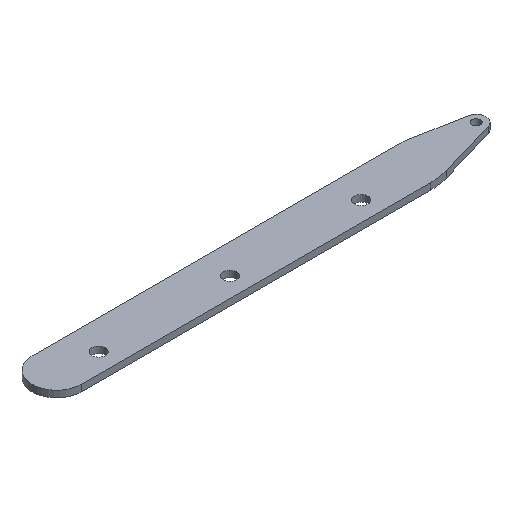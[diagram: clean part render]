
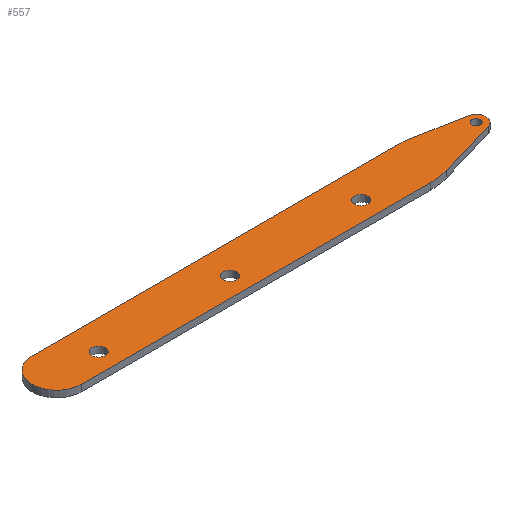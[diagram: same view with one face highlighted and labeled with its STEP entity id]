
A CAD part, isometric view. The second image highlights one B-rep face of the part: STEP entity #557.
In plain terms, the highlighted planar face has unit normal (0, 0, 1).
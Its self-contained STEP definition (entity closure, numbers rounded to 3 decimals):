
#9 = EDGE_LOOP ( 'NONE', ( #412, #140, #336, #540, #499, #128, #295, #633, #427 ) ) ;
#10 = EDGE_CURVE ( 'NONE', #208, #350, #397, .T. ) ;
#13 = DIRECTION ( 'NONE',  ( 0.959, 0.282, 0. ) ) ;
#14 = CARTESIAN_POINT ( 'NONE',  ( 74., 3.5, 1. ) ) ;
#15 = DIRECTION ( 'NONE',  ( 0., 0., 1. ) ) ;
#16 = EDGE_LOOP ( 'NONE', ( #45, #30 ) ) ;
#17 = DIRECTION ( 'NONE',  ( 0., 0., 1. ) ) ;
#23 = VERTEX_POINT ( 'NONE', #421 ) ;
#30 = ORIENTED_EDGE ( 'NONE', *, *, #81, .F. ) ;
#37 = DIRECTION ( 'NONE',  ( 0., 0., 1. ) ) ;
#42 = ORIENTED_EDGE ( 'NONE', *, *, #246, .F. ) ;
#43 = CARTESIAN_POINT ( 'NONE',  ( 35., 2., 1. ) ) ;
#45 = ORIENTED_EDGE ( 'NONE', *, *, #71, .F. ) ;
#47 = CARTESIAN_POINT ( 'NONE',  ( 53.963, 2., 1. ) ) ;
#48 = VECTOR ( 'NONE', #415, 1000. ) ;
#51 = CARTESIAN_POINT ( 'NONE',  ( 56.038, 2., 1. ) ) ;
#52 = FACE_BOUND ( 'NONE', #605, .T. ) ;
#54 = CARTESIAN_POINT ( 'NONE',  ( 15., 2., 1. ) ) ;
#55 = VERTEX_POINT ( 'NONE', #58 ) ;
#58 = CARTESIAN_POINT ( 'NONE',  ( 74.423, 2.061, 1. ) ) ;
#65 = CARTESIAN_POINT ( 'NONE',  ( 55., 2., 1. ) ) ;
#69 = LINE ( 'NONE', #598, #446 ) ;
#71 = EDGE_CURVE ( 'NONE', #640, #23, #332, .T. ) ;
#73 = VERTEX_POINT ( 'NONE', #672 ) ;
#75 = EDGE_LOOP ( 'NONE', ( #42, #542 ) ) ;
#81 = EDGE_CURVE ( 'NONE', #23, #640, #164, .T. ) ;
#85 = AXIS2_PLACEMENT_3D ( 'NONE', #488, #17, #636 ) ;
#93 = CARTESIAN_POINT ( 'NONE',  ( 62.562, -1., 1. ) ) ;
#102 = AXIS2_PLACEMENT_3D ( 'NONE', #471, #112, #159 ) ;
#110 = DIRECTION ( 'NONE',  ( 1., 0., 0. ) ) ;
#112 = DIRECTION ( 'NONE',  ( 0., 0., 1. ) ) ;
#114 = VERTEX_POINT ( 'NONE', #506 ) ;
#115 = EDGE_CURVE ( 'NONE', #350, #208, #379, .T. ) ;
#122 = AXIS2_PLACEMENT_3D ( 'NONE', #65, #163, #365 ) ;
#123 = CIRCLE ( 'NONE', #442, 10. ) ;
#126 = EDGE_CURVE ( 'NONE', #55, #178, #141, .T. ) ;
#128 = ORIENTED_EDGE ( 'NONE', *, *, #355, .T. ) ;
#132 = EDGE_CURVE ( 'NONE', #444, #319, #440, .T. ) ;
#133 = VECTOR ( 'NONE', #374, 1000. ) ;
#140 = ORIENTED_EDGE ( 'NONE', *, *, #638, .T. ) ;
#141 = CIRCLE ( 'NONE', #545, 1.5 ) ;
#147 = CARTESIAN_POINT ( 'NONE',  ( 5.604, 2.75, 1. ) ) ;
#151 = DIRECTION ( 'NONE',  ( 0., 0., 1. ) ) ;
#153 = AXIS2_PLACEMENT_3D ( 'NONE', #584, #191, #565 ) ;
#159 = DIRECTION ( 'NONE',  ( 1., 0., 0. ) ) ;
#163 = DIRECTION ( 'NONE',  ( 0., 0., 1. ) ) ;
#164 = CIRCLE ( 'NONE', #202, 0.65 ) ;
#178 = VERTEX_POINT ( 'NONE', #593 ) ;
#180 = ORIENTED_EDGE ( 'NONE', *, *, #10, .F. ) ;
#187 = EDGE_CURVE ( 'NONE', #325, #281, #424, .T. ) ;
#191 = DIRECTION ( 'NONE',  ( 0., 0., 1. ) ) ;
#193 = VERTEX_POINT ( 'NONE', #277 ) ;
#194 = CARTESIAN_POINT ( 'NONE',  ( 9.354, -1., 1. ) ) ;
#201 = CARTESIAN_POINT ( 'NONE',  ( 65.086, -3.5, 1. ) ) ;
#202 = AXIS2_PLACEMENT_3D ( 'NONE', #563, #15, #361 ) ;
#206 = EDGE_CURVE ( 'NONE', #281, #526, #521, .T. ) ;
#208 = VERTEX_POINT ( 'NONE', #47 ) ;
#215 = CIRCLE ( 'NONE', #622, 1.038 ) ;
#226 = CIRCLE ( 'NONE', #669, 3.75 ) ;
#237 = EDGE_CURVE ( 'NONE', #322, #73, #582, .T. ) ;
#238 = CARTESIAN_POINT ( 'NONE',  ( 62.562, 9., 1. ) ) ;
#246 = EDGE_CURVE ( 'NONE', #531, #114, #478, .T. ) ;
#248 = DIRECTION ( 'NONE',  ( -1., 0., 0. ) ) ;
#249 = DIRECTION ( 'NONE',  ( -1., 0., 0. ) ) ;
#252 = CARTESIAN_POINT ( 'NONE',  ( 55., 2., 1. ) ) ;
#263 = CIRCLE ( 'NONE', #85, 1.037 ) ;
#265 = LINE ( 'NONE', #474, #396 ) ;
#273 = CARTESIAN_POINT ( 'NONE',  ( 62.562, -1., 1. ) ) ;
#277 = CARTESIAN_POINT ( 'NONE',  ( 66.899, 6.334, 1. ) ) ;
#279 = VERTEX_POINT ( 'NONE', #341 ) ;
#281 = VERTEX_POINT ( 'NONE', #93 ) ;
#282 = AXIS2_PLACEMENT_3D ( 'NONE', #43, #399, #561 ) ;
#289 = DIRECTION ( 'NONE',  ( 1., 0., 0. ) ) ;
#295 = ORIENTED_EDGE ( 'NONE', *, *, #187, .T. ) ;
#296 = CARTESIAN_POINT ( 'NONE',  ( 36.038, 2., 1. ) ) ;
#307 = DIRECTION ( 'NONE',  ( 0., 0., 1. ) ) ;
#311 = CARTESIAN_POINT ( 'NONE',  ( 74., 3.5, 1. ) ) ;
#319 = VERTEX_POINT ( 'NONE', #147 ) ;
#322 = VERTEX_POINT ( 'NONE', #296 ) ;
#325 = VERTEX_POINT ( 'NONE', #194 ) ;
#332 = CIRCLE ( 'NONE', #102, 0.65 ) ;
#336 = ORIENTED_EDGE ( 'NONE', *, *, #469, .T. ) ;
#341 = CARTESIAN_POINT ( 'NONE',  ( 65.086, 6.5, 1. ) ) ;
#343 = ORIENTED_EDGE ( 'NONE', *, *, #115, .F. ) ;
#346 = DIRECTION ( 'NONE',  ( 1., 0., 0. ) ) ;
#349 = FACE_OUTER_BOUND ( 'NONE', #9, .T. ) ;
#350 = VERTEX_POINT ( 'NONE', #51 ) ;
#355 = EDGE_CURVE ( 'NONE', #319, #325, #226, .T. ) ;
#361 = DIRECTION ( 'NONE',  ( 1., 0., 0. ) ) ;
#363 = DIRECTION ( 'NONE',  ( 1., 0., 0. ) ) ;
#365 = DIRECTION ( 'NONE',  ( 1., 0., 0. ) ) ;
#374 = DIRECTION ( 'NONE',  ( 1., 0., 0. ) ) ;
#379 = CIRCLE ( 'NONE', #122, 1.037 ) ;
#382 = CARTESIAN_POINT ( 'NONE',  ( 73.35, 3.5, 1. ) ) ;
#390 = DIRECTION ( 'NONE',  ( 0., 0., 1. ) ) ;
#396 = VECTOR ( 'NONE', #13, 1000. ) ;
#397 = CIRCLE ( 'NONE', #509, 1.037 ) ;
#399 = DIRECTION ( 'NONE',  ( 0., 0., 1. ) ) ;
#403 = CARTESIAN_POINT ( 'NONE',  ( 65.38, -0.595, 1. ) ) ;
#410 = DIRECTION ( 'NONE',  ( 0., 0., 1. ) ) ;
#412 = ORIENTED_EDGE ( 'NONE', *, *, #126, .T. ) ;
#413 = FACE_BOUND ( 'NONE', #607, .T. ) ;
#415 = DIRECTION ( 'NONE',  ( -1., 0., 0. ) ) ;
#419 = DIRECTION ( 'NONE',  ( -0.983, 0.181, 0. ) ) ;
#420 = AXIS2_PLACEMENT_3D ( 'NONE', #14, #410, #363 ) ;
#421 = CARTESIAN_POINT ( 'NONE',  ( 74.65, 3.5, 1. ) ) ;
#424 = LINE ( 'NONE', #273, #133 ) ;
#427 = ORIENTED_EDGE ( 'NONE', *, *, #522, .T. ) ;
#440 = CIRCLE ( 'NONE', #153, 3.75 ) ;
#442 = AXIS2_PLACEMENT_3D ( 'NONE', #201, #151, #249 ) ;
#444 = VERTEX_POINT ( 'NONE', #537 ) ;
#446 = VECTOR ( 'NONE', #419, 1000. ) ;
#462 = FACE_BOUND ( 'NONE', #75, .T. ) ;
#469 = EDGE_CURVE ( 'NONE', #193, #279, #123, .T. ) ;
#470 = PLANE ( 'NONE',  #420 ) ;
#471 = CARTESIAN_POINT ( 'NONE',  ( 74., 3.5, 1. ) ) ;
#474 = CARTESIAN_POINT ( 'NONE',  ( 74.423, 2.061, 1. ) ) ;
#478 = CIRCLE ( 'NONE', #644, 1.038 ) ;
#488 = CARTESIAN_POINT ( 'NONE',  ( 35., 2., 1. ) ) ;
#492 = ORIENTED_EDGE ( 'NONE', *, *, #237, .F. ) ;
#497 = DIRECTION ( 'NONE',  ( -1., 0., 0. ) ) ;
#499 = ORIENTED_EDGE ( 'NONE', *, *, #132, .T. ) ;
#506 = CARTESIAN_POINT ( 'NONE',  ( 16.038, 2., 1. ) ) ;
#509 = AXIS2_PLACEMENT_3D ( 'NONE', #252, #578, #110 ) ;
#511 = EDGE_CURVE ( 'NONE', #279, #444, #580, .T. ) ;
#517 = CARTESIAN_POINT ( 'NONE',  ( 9.354, 6.5, 1. ) ) ;
#521 = CIRCLE ( 'NONE', #635, 10. ) ;
#522 = EDGE_CURVE ( 'NONE', #526, #55, #265, .T. ) ;
#523 = FACE_BOUND ( 'NONE', #16, .T. ) ;
#526 = VERTEX_POINT ( 'NONE', #403 ) ;
#531 = VERTEX_POINT ( 'NONE', #631 ) ;
#535 = EDGE_CURVE ( 'NONE', #114, #531, #215, .T. ) ;
#537 = CARTESIAN_POINT ( 'NONE',  ( 9.354, 6.5, 1. ) ) ;
#540 = ORIENTED_EDGE ( 'NONE', *, *, #511, .T. ) ;
#542 = ORIENTED_EDGE ( 'NONE', *, *, #535, .F. ) ;
#545 = AXIS2_PLACEMENT_3D ( 'NONE', #311, #614, #346 ) ;
#555 = CARTESIAN_POINT ( 'NONE',  ( 15., 2., 1. ) ) ;
#557 = ADVANCED_FACE ( 'NONE', ( #462, #523, #349, #413, #52 ), #470, .T. ) ;
#561 = DIRECTION ( 'NONE',  ( 1., 0., 0. ) ) ;
#563 = CARTESIAN_POINT ( 'NONE',  ( 74., 3.5, 1. ) ) ;
#565 = DIRECTION ( 'NONE',  ( -1., 0., 0. ) ) ;
#573 = DIRECTION ( 'NONE',  ( 0., 0., 1. ) ) ;
#575 = CARTESIAN_POINT ( 'NONE',  ( 9.354, 2.75, 1. ) ) ;
#576 = DIRECTION ( 'NONE',  ( 1., 0., 0. ) ) ;
#578 = DIRECTION ( 'NONE',  ( 0., 0., 1. ) ) ;
#580 = LINE ( 'NONE', #517, #48 ) ;
#582 = CIRCLE ( 'NONE', #282, 1.037 ) ;
#584 = CARTESIAN_POINT ( 'NONE',  ( 9.354, 2.75, 1. ) ) ;
#593 = CARTESIAN_POINT ( 'NONE',  ( 74.272, 4.975, 1. ) ) ;
#598 = CARTESIAN_POINT ( 'NONE',  ( 66.899, 6.334, 1. ) ) ;
#605 = EDGE_LOOP ( 'NONE', ( #180, #343 ) ) ;
#607 = EDGE_LOOP ( 'NONE', ( #670, #492 ) ) ;
#614 = DIRECTION ( 'NONE',  ( 0., 0., 1. ) ) ;
#622 = AXIS2_PLACEMENT_3D ( 'NONE', #54, #307, #576 ) ;
#631 = CARTESIAN_POINT ( 'NONE',  ( 13.962, 2., 1. ) ) ;
#633 = ORIENTED_EDGE ( 'NONE', *, *, #206, .T. ) ;
#635 = AXIS2_PLACEMENT_3D ( 'NONE', #238, #37, #497 ) ;
#636 = DIRECTION ( 'NONE',  ( 1., 0., 0. ) ) ;
#638 = EDGE_CURVE ( 'NONE', #178, #193, #69, .T. ) ;
#640 = VERTEX_POINT ( 'NONE', #382 ) ;
#644 = AXIS2_PLACEMENT_3D ( 'NONE', #555, #390, #289 ) ;
#669 = AXIS2_PLACEMENT_3D ( 'NONE', #575, #573, #248 ) ;
#670 = ORIENTED_EDGE ( 'NONE', *, *, #671, .F. ) ;
#671 = EDGE_CURVE ( 'NONE', #73, #322, #263, .T. ) ;
#672 = CARTESIAN_POINT ( 'NONE',  ( 33.963, 2., 1. ) ) ;
